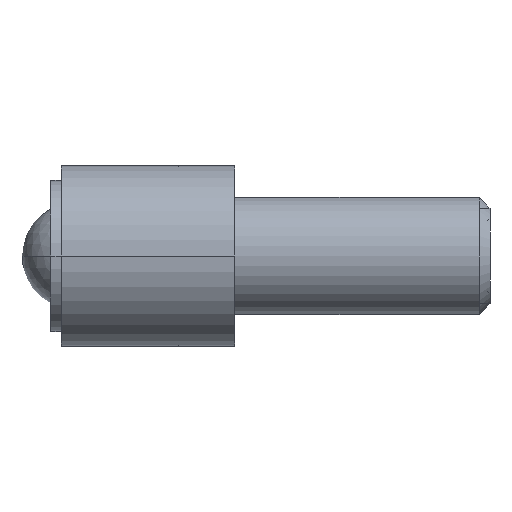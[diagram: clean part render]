
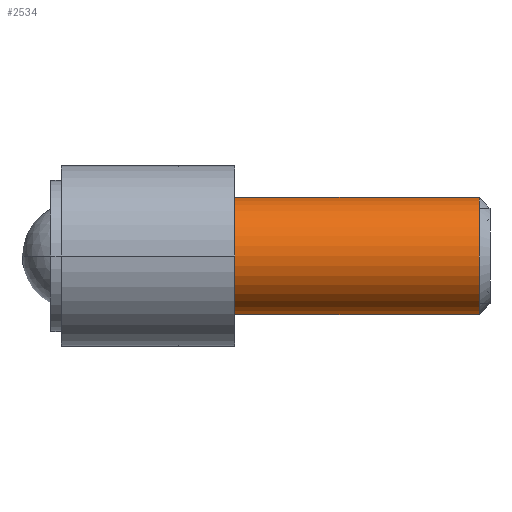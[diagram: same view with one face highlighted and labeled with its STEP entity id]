
A CAD part, left-side view. The second image highlights one B-rep face of the part: STEP entity #2534.
In plain terms, the highlighted cylindrical face has radius 2.75 mm (diameter 5.5 mm), a partial arc.
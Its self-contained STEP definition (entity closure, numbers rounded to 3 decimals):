
#76 = CARTESIAN_POINT ( 'NONE',  ( 0., 0.5, 2.75 ) ) ;
#283 = VERTEX_POINT ( 'NONE', #720 ) ;
#428 = AXIS2_PLACEMENT_3D ( 'NONE', #2784, #2768, #4044 ) ;
#493 = CYLINDRICAL_SURFACE ( 'NONE', #2151, 2.75 ) ;
#656 = CARTESIAN_POINT ( 'NONE',  ( 0., 44.937, 2.75 ) ) ;
#720 = CARTESIAN_POINT ( 'NONE',  ( 0., 12., -2.75 ) ) ;
#722 = VERTEX_POINT ( 'NONE', #994 ) ;
#731 = ORIENTED_EDGE ( 'NONE', *, *, #3654, .T. ) ;
#795 = DIRECTION ( 'NONE',  ( 0., 0., 1. ) ) ;
#994 = CARTESIAN_POINT ( 'NONE',  ( 0., 12., 2.75 ) ) ;
#1005 = VECTOR ( 'NONE', #2874, 1000. ) ;
#1339 = VERTEX_POINT ( 'NONE', #76 ) ;
#1557 = EDGE_LOOP ( 'NONE', ( #3985, #2642, #731, #3714 ) ) ;
#1563 = EDGE_CURVE ( 'NONE', #283, #722, #2881, .T. ) ;
#1652 = CARTESIAN_POINT ( 'NONE',  ( 0., 0.5, -2.75 ) ) ;
#1678 = EDGE_CURVE ( 'NONE', #1339, #3773, #2142, .T. ) ;
#1775 = DIRECTION ( 'NONE',  ( 0., 1., 0. ) ) ;
#1879 = DIRECTION ( 'NONE',  ( 0., 1., 0. ) ) ;
#2080 = LINE ( 'NONE', #656, #1005 ) ;
#2142 = CIRCLE ( 'NONE', #428, 2.75 ) ;
#2151 = AXIS2_PLACEMENT_3D ( 'NONE', #3774, #1879, #4108 ) ;
#2407 = CARTESIAN_POINT ( 'NONE',  ( 0., 12., 0. ) ) ;
#2455 = LINE ( 'NONE', #2548, #3152 ) ;
#2534 = ADVANCED_FACE ( 'NONE', ( #3267 ), #493, .T. ) ;
#2539 = DIRECTION ( 'NONE',  ( 0., 1., 0. ) ) ;
#2548 = CARTESIAN_POINT ( 'NONE',  ( 0., 44.937, -2.75 ) ) ;
#2642 = ORIENTED_EDGE ( 'NONE', *, *, #1678, .F. ) ;
#2768 = DIRECTION ( 'NONE',  ( 0., -1., 0. ) ) ;
#2784 = CARTESIAN_POINT ( 'NONE',  ( 0., 0.5, 0. ) ) ;
#2874 = DIRECTION ( 'NONE',  ( 0., 1., 0. ) ) ;
#2881 = CIRCLE ( 'NONE', #3276, 2.75 ) ;
#3152 = VECTOR ( 'NONE', #2539, 1000. ) ;
#3190 = EDGE_CURVE ( 'NONE', #3773, #283, #2455, .T. ) ;
#3267 = FACE_OUTER_BOUND ( 'NONE', #1557, .T. ) ;
#3276 = AXIS2_PLACEMENT_3D ( 'NONE', #2407, #1775, #795 ) ;
#3654 = EDGE_CURVE ( 'NONE', #1339, #722, #2080, .T. ) ;
#3714 = ORIENTED_EDGE ( 'NONE', *, *, #1563, .F. ) ;
#3773 = VERTEX_POINT ( 'NONE', #1652 ) ;
#3774 = CARTESIAN_POINT ( 'NONE',  ( 0., 44.937, 0. ) ) ;
#3985 = ORIENTED_EDGE ( 'NONE', *, *, #3190, .F. ) ;
#4044 = DIRECTION ( 'NONE',  ( 0., 0., -1. ) ) ;
#4108 = DIRECTION ( 'NONE',  ( 0., 0., 1. ) ) ;
